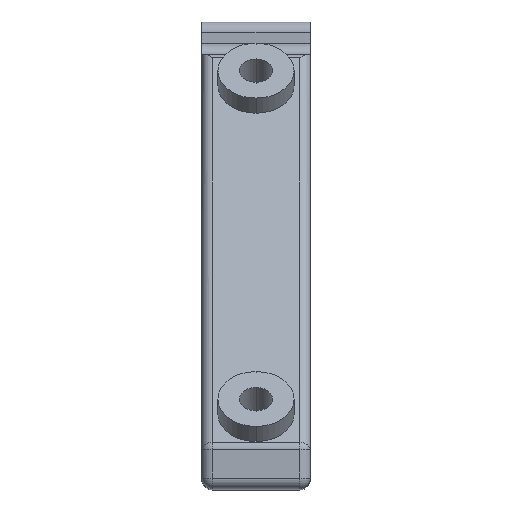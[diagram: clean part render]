
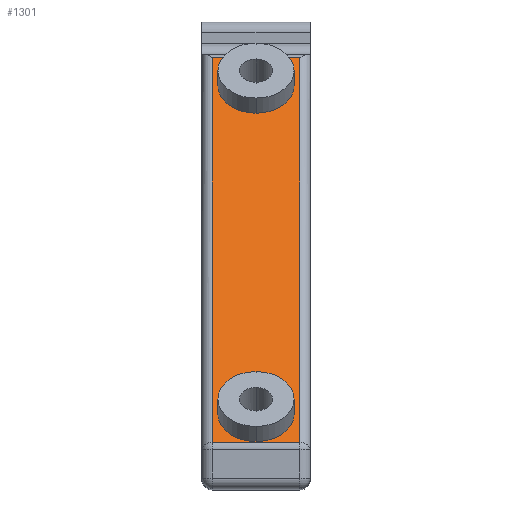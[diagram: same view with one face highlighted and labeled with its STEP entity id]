
A CAD part, top view. The second image highlights one B-rep face of the part: STEP entity #1301.
In plain terms, the highlighted planar face has unit normal (0, 0.694, 0.72).
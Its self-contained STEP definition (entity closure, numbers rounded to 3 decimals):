
#11 = VERTEX_POINT ( 'NONE', #364 ) ;
#26 = PLANE ( 'NONE',  #173 ) ;
#96 = LINE ( 'NONE', #678, #271 ) ;
#101 = CARTESIAN_POINT ( 'NONE',  ( -4., 4., 50.699 ) ) ;
#105 = CARTESIAN_POINT ( 'NONE',  ( 59.965, 39.694, 16.295 ) ) ;
#113 = LINE ( 'NONE', #165, #1457 ) ;
#127 = CARTESIAN_POINT ( 'NONE',  ( 0., 37.12, 18.776 ) ) ;
#135 = VECTOR ( 'NONE', #1765, 1000. ) ;
#137 = DIRECTION ( 'NONE',  ( 0., -0.72, 0.694 ) ) ;
#165 = CARTESIAN_POINT ( 'NONE',  ( 4., 40., 16. ) ) ;
#173 = AXIS2_PLACEMENT_3D ( 'NONE', #976, #324, #1292 ) ;
#220 = VERTEX_POINT ( 'NONE', #1816 ) ;
#230 = DIRECTION ( 'NONE',  ( -1., 0., 0. ) ) ;
#271 = VECTOR ( 'NONE', #1533, 1000. ) ;
#318 = CARTESIAN_POINT ( 'NONE',  ( 0., 37.12, 18.776 ) ) ;
#324 = DIRECTION ( 'NONE',  ( 0., 0.694, 0.72 ) ) ;
#349 = ORIENTED_EDGE ( 'NONE', *, *, #1293, .F. ) ;
#364 = CARTESIAN_POINT ( 'NONE',  ( 4., 4.291, 50.419 ) ) ;
#379 = CARTESIAN_POINT ( 'NONE',  ( 0., 4.36, 50.352 ) ) ;
#418 = EDGE_CURVE ( 'NONE', #1545, #1128, #726, .T. ) ;
#478 = FACE_BOUND ( 'NONE', #1732, .T. ) ;
#523 = FACE_OUTER_BOUND ( 'NONE', #1618, .T. ) ;
#525 = EDGE_CURVE ( 'NONE', #1128, #1545, #1350, .T. ) ;
#587 = LINE ( 'NONE', #101, #135 ) ;
#594 = DIRECTION ( 'NONE',  ( 0., 0.694, 0.72 ) ) ;
#602 = DIRECTION ( 'NONE',  ( 0., 0.694, 0.72 ) ) ;
#612 = AXIS2_PLACEMENT_3D ( 'NONE', #318, #594, #1288 ) ;
#678 = CARTESIAN_POINT ( 'NONE',  ( 59.965, 4.291, 50.419 ) ) ;
#682 = DIRECTION ( 'NONE',  ( 0., 0.694, 0.72 ) ) ;
#726 = CIRCLE ( 'NONE', #1425, 3.5 ) ;
#764 = EDGE_CURVE ( 'NONE', #11, #1369, #113, .T. ) ;
#797 = ORIENTED_EDGE ( 'NONE', *, *, #1691, .T. ) ;
#821 = ORIENTED_EDGE ( 'NONE', *, *, #764, .T. ) ;
#822 = FACE_BOUND ( 'NONE', #878, .T. ) ;
#878 = EDGE_LOOP ( 'NONE', ( #1726, #349 ) ) ;
#883 = VERTEX_POINT ( 'NONE', #1173 ) ;
#885 = DIRECTION ( 'NONE',  ( 0., -0.72, 0.694 ) ) ;
#928 = VECTOR ( 'NONE', #230, 1000. ) ;
#976 = CARTESIAN_POINT ( 'NONE',  ( 59.965, 40., 16. ) ) ;
#992 = CARTESIAN_POINT ( 'NONE',  ( 4., 39.694, 16.295 ) ) ;
#1000 = DIRECTION ( 'NONE',  ( 0., 0.72, -0.694 ) ) ;
#1056 = CARTESIAN_POINT ( 'NONE',  ( 0., 39.64, 16.347 ) ) ;
#1070 = CARTESIAN_POINT ( 'NONE',  ( -4., 4.291, 50.419 ) ) ;
#1089 = CIRCLE ( 'NONE', #1541, 3.5 ) ;
#1126 = CARTESIAN_POINT ( 'NONE',  ( 0., 6.88, 47.923 ) ) ;
#1128 = VERTEX_POINT ( 'NONE', #1612 ) ;
#1130 = CIRCLE ( 'NONE', #612, 3.5 ) ;
#1141 = AXIS2_PLACEMENT_3D ( 'NONE', #1291, #602, #885 ) ;
#1169 = ORIENTED_EDGE ( 'NONE', *, *, #1519, .T. ) ;
#1173 = CARTESIAN_POINT ( 'NONE',  ( 0., 34.6, 21.205 ) ) ;
#1288 = DIRECTION ( 'NONE',  ( 0., -0.72, 0.694 ) ) ;
#1291 = CARTESIAN_POINT ( 'NONE',  ( 0., 6.88, 47.923 ) ) ;
#1292 = DIRECTION ( 'NONE',  ( 0., -0.72, 0.694 ) ) ;
#1293 = EDGE_CURVE ( 'NONE', #883, #1573, #1130, .T. ) ;
#1301 = ADVANCED_FACE ( 'NONE', ( #523, #822, #478 ), #26, .T. ) ;
#1350 = CIRCLE ( 'NONE', #1141, 3.5 ) ;
#1369 = VERTEX_POINT ( 'NONE', #992 ) ;
#1417 = DIRECTION ( 'NONE',  ( 0., -0.72, 0.694 ) ) ;
#1425 = AXIS2_PLACEMENT_3D ( 'NONE', #1126, #1566, #1417 ) ;
#1457 = VECTOR ( 'NONE', #1000, 1000. ) ;
#1519 = EDGE_CURVE ( 'NONE', #220, #1531, #587, .T. ) ;
#1531 = VERTEX_POINT ( 'NONE', #1070 ) ;
#1533 = DIRECTION ( 'NONE',  ( 1., 0., 0. ) ) ;
#1541 = AXIS2_PLACEMENT_3D ( 'NONE', #127, #682, #137 ) ;
#1545 = VERTEX_POINT ( 'NONE', #379 ) ;
#1559 = EDGE_CURVE ( 'NONE', #1369, #220, #1785, .T. ) ;
#1565 = ORIENTED_EDGE ( 'NONE', *, *, #418, .F. ) ;
#1566 = DIRECTION ( 'NONE',  ( 0., 0.694, 0.72 ) ) ;
#1573 = VERTEX_POINT ( 'NONE', #1056 ) ;
#1612 = CARTESIAN_POINT ( 'NONE',  ( 0., 9.4, 45.494 ) ) ;
#1618 = EDGE_LOOP ( 'NONE', ( #821, #1679, #1169, #797 ) ) ;
#1624 = ORIENTED_EDGE ( 'NONE', *, *, #525, .F. ) ;
#1675 = EDGE_CURVE ( 'NONE', #1573, #883, #1089, .T. ) ;
#1679 = ORIENTED_EDGE ( 'NONE', *, *, #1559, .T. ) ;
#1691 = EDGE_CURVE ( 'NONE', #1531, #11, #96, .T. ) ;
#1726 = ORIENTED_EDGE ( 'NONE', *, *, #1675, .F. ) ;
#1732 = EDGE_LOOP ( 'NONE', ( #1624, #1565 ) ) ;
#1765 = DIRECTION ( 'NONE',  ( 0., -0.72, 0.694 ) ) ;
#1785 = LINE ( 'NONE', #105, #928 ) ;
#1816 = CARTESIAN_POINT ( 'NONE',  ( -4., 39.694, 16.295 ) ) ;
